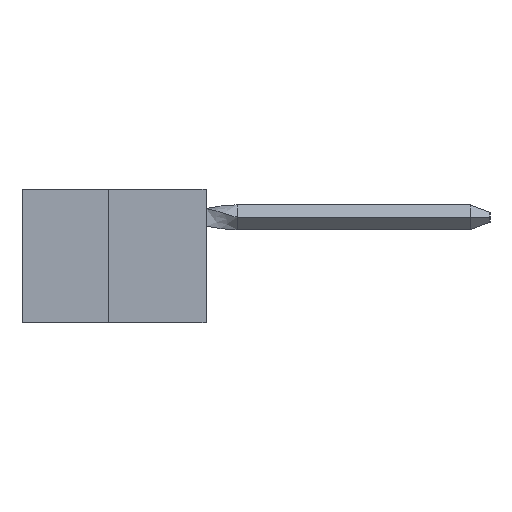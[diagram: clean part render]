
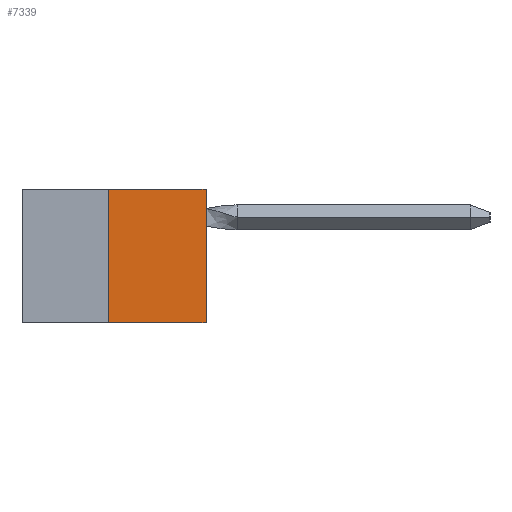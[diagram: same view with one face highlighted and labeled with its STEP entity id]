
A CAD part, left-side view. The second image highlights one B-rep face of the part: STEP entity #7339.
In plain terms, the highlighted planar face has unit normal (-1, 0, 0).
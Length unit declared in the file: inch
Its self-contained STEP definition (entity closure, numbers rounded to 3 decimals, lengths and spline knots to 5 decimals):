
#12 = CARTESIAN_POINT ( 'NONE',  ( 0., 0., 0. ) ) ;
#917 = CARTESIAN_POINT ( 'NONE',  ( 0., 0., -0.343 ) ) ;
#1570 = LINE ( 'NONE', #16177, #15584 ) ;
#3191 = EDGE_CURVE ( 'NONE', #22203, #14501, #15025, .T. ) ;
#4879 = CARTESIAN_POINT ( 'NONE',  ( 0., 0.25, 0. ) ) ;
#5552 = VECTOR ( 'NONE', #30280, 39.37008 ) ;
#5804 = LINE ( 'NONE', #28072, #29222 ) ;
#7339 = ADVANCED_FACE ( 'NONE', ( #20696 ), #35117, .F. ) ;
#7524 = ORIENTED_EDGE ( 'NONE', *, *, #37239, .T. ) ;
#10376 = DIRECTION ( 'NONE',  ( 0., -1., 0. ) ) ;
#10832 = DIRECTION ( 'NONE',  ( 0., 0., 1. ) ) ;
#11110 = ORIENTED_EDGE ( 'NONE', *, *, #25687, .F. ) ;
#11446 = EDGE_LOOP ( 'NONE', ( #16116, #11110, #7524, #34635 ) ) ;
#12445 = EDGE_CURVE ( 'NONE', #36161, #14501, #15966, .T. ) ;
#13727 = AXIS2_PLACEMENT_3D ( 'NONE', #17799, #32067, #23590 ) ;
#14501 = VERTEX_POINT ( 'NONE', #12 ) ;
#15025 = LINE ( 'NONE', #36153, #23568 ) ;
#15584 = VECTOR ( 'NONE', #10376, 39.37008 ) ;
#15966 = LINE ( 'NONE', #27374, #5552 ) ;
#16116 = ORIENTED_EDGE ( 'NONE', *, *, #3191, .F. ) ;
#16177 = CARTESIAN_POINT ( 'NONE',  ( 0., 0.473, -0.343 ) ) ;
#17799 = CARTESIAN_POINT ( 'NONE',  ( 0., 0.473, 0. ) ) ;
#20696 = FACE_OUTER_BOUND ( 'NONE', #11446, .T. ) ;
#22203 = VERTEX_POINT ( 'NONE', #4879 ) ;
#23568 = VECTOR ( 'NONE', #36525, 39.37008 ) ;
#23590 = DIRECTION ( 'NONE',  ( 0., 0., -1. ) ) ;
#25687 = EDGE_CURVE ( 'NONE', #32709, #22203, #5804, .T. ) ;
#27374 = CARTESIAN_POINT ( 'NONE',  ( 0., 0., 0. ) ) ;
#28072 = CARTESIAN_POINT ( 'NONE',  ( 0., 0.25, 0. ) ) ;
#29222 = VECTOR ( 'NONE', #10832, 39.37008 ) ;
#30280 = DIRECTION ( 'NONE',  ( 0., 0., 1. ) ) ;
#32067 = DIRECTION ( 'NONE',  ( 1., 0., 0. ) ) ;
#32709 = VERTEX_POINT ( 'NONE', #36082 ) ;
#34635 = ORIENTED_EDGE ( 'NONE', *, *, #12445, .T. ) ;
#35117 = PLANE ( 'NONE',  #13727 ) ;
#36082 = CARTESIAN_POINT ( 'NONE',  ( 0., 0.25, -0.343 ) ) ;
#36153 = CARTESIAN_POINT ( 'NONE',  ( 0., 0.473, 0. ) ) ;
#36161 = VERTEX_POINT ( 'NONE', #917 ) ;
#36525 = DIRECTION ( 'NONE',  ( 0., -1., 0. ) ) ;
#37239 = EDGE_CURVE ( 'NONE', #32709, #36161, #1570, .T. ) ;
